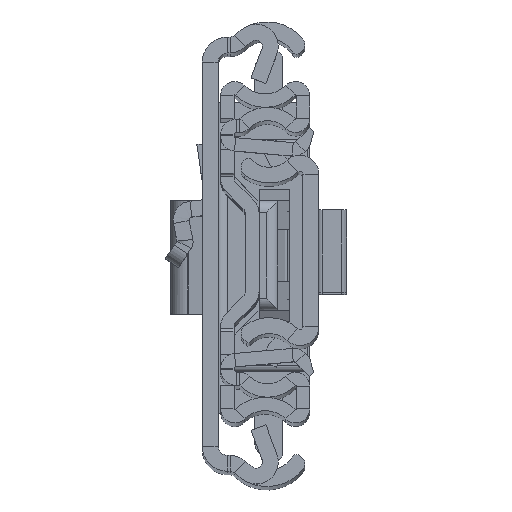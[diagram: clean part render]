
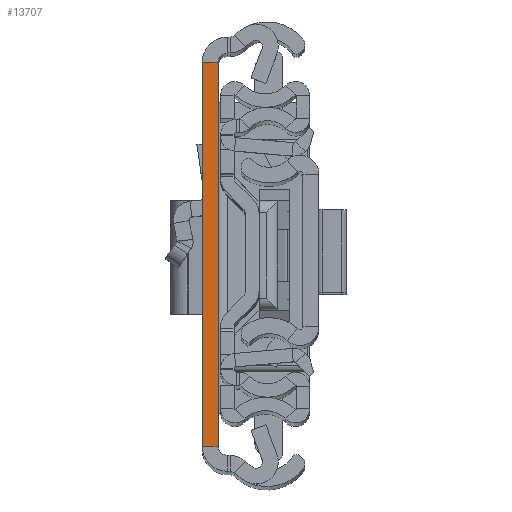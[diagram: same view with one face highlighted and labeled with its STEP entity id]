
A CAD part, top view. The second image highlights one B-rep face of the part: STEP entity #13707.
In plain terms, the highlighted planar face has unit normal (0, 0, 1).
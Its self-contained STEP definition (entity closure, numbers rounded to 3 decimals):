
#26 = EDGE_CURVE ( 'NONE', #5027, #13253, #6404, .T. ) ;
#61 = ORIENTED_EDGE ( 'NONE', *, *, #17493, .F. ) ;
#687 = CARTESIAN_POINT ( 'NONE',  ( 0., 31.5, 0. ) ) ;
#1178 = FACE_OUTER_BOUND ( 'NONE', #2654, .T. ) ;
#1627 = CARTESIAN_POINT ( 'NONE',  ( 0., -31.5, 0. ) ) ;
#2250 = VECTOR ( 'NONE', #2604, 1000. ) ;
#2604 = DIRECTION ( 'NONE',  ( 0., 1., 0. ) ) ;
#2654 = EDGE_LOOP ( 'NONE', ( #6023, #61, #7787, #6474 ) ) ;
#2992 = CARTESIAN_POINT ( 'NONE',  ( 2.6, 31.5, 0. ) ) ;
#3806 = LINE ( 'NONE', #7817, #4464 ) ;
#4238 = VERTEX_POINT ( 'NONE', #4258 ) ;
#4249 = DIRECTION ( 'NONE',  ( 0., 0., -1. ) ) ;
#4258 = CARTESIAN_POINT ( 'NONE',  ( 0., -31.5, 0. ) ) ;
#4437 = LINE ( 'NONE', #7230, #7708 ) ;
#4464 = VECTOR ( 'NONE', #16711, 1000. ) ;
#5027 = VERTEX_POINT ( 'NONE', #12045 ) ;
#5801 = VERTEX_POINT ( 'NONE', #687 ) ;
#6023 = ORIENTED_EDGE ( 'NONE', *, *, #7978, .F. ) ;
#6404 = LINE ( 'NONE', #16435, #2250 ) ;
#6474 = ORIENTED_EDGE ( 'NONE', *, *, #26, .T. ) ;
#6561 = VECTOR ( 'NONE', #7292, 1000. ) ;
#7230 = CARTESIAN_POINT ( 'NONE',  ( 2.6, -31.5, 0. ) ) ;
#7292 = DIRECTION ( 'NONE',  ( 0., 1., 0. ) ) ;
#7306 = EDGE_CURVE ( 'NONE', #4238, #5027, #4437, .T. ) ;
#7708 = VECTOR ( 'NONE', #11716, 1000. ) ;
#7787 = ORIENTED_EDGE ( 'NONE', *, *, #7306, .T. ) ;
#7817 = CARTESIAN_POINT ( 'NONE',  ( 2.6, 31.5, 0. ) ) ;
#7978 = EDGE_CURVE ( 'NONE', #5801, #13253, #3806, .T. ) ;
#8250 = DIRECTION ( 'NONE',  ( 0., 1., 0. ) ) ;
#10340 = AXIS2_PLACEMENT_3D ( 'NONE', #15632, #4249, #8250 ) ;
#11716 = DIRECTION ( 'NONE',  ( 1., 0., 0. ) ) ;
#12045 = CARTESIAN_POINT ( 'NONE',  ( 2.6, -31.5, 0. ) ) ;
#13253 = VERTEX_POINT ( 'NONE', #2992 ) ;
#13707 = ADVANCED_FACE ( 'NONE', ( #1178 ), #16785, .F. ) ;
#14400 = LINE ( 'NONE', #1627, #6561 ) ;
#15632 = CARTESIAN_POINT ( 'NONE',  ( 2.6, -31.5, 0. ) ) ;
#16435 = CARTESIAN_POINT ( 'NONE',  ( 2.6, -31.5, 0. ) ) ;
#16711 = DIRECTION ( 'NONE',  ( 1., 0., 0. ) ) ;
#16785 = PLANE ( 'NONE',  #10340 ) ;
#17493 = EDGE_CURVE ( 'NONE', #4238, #5801, #14400, .T. ) ;
